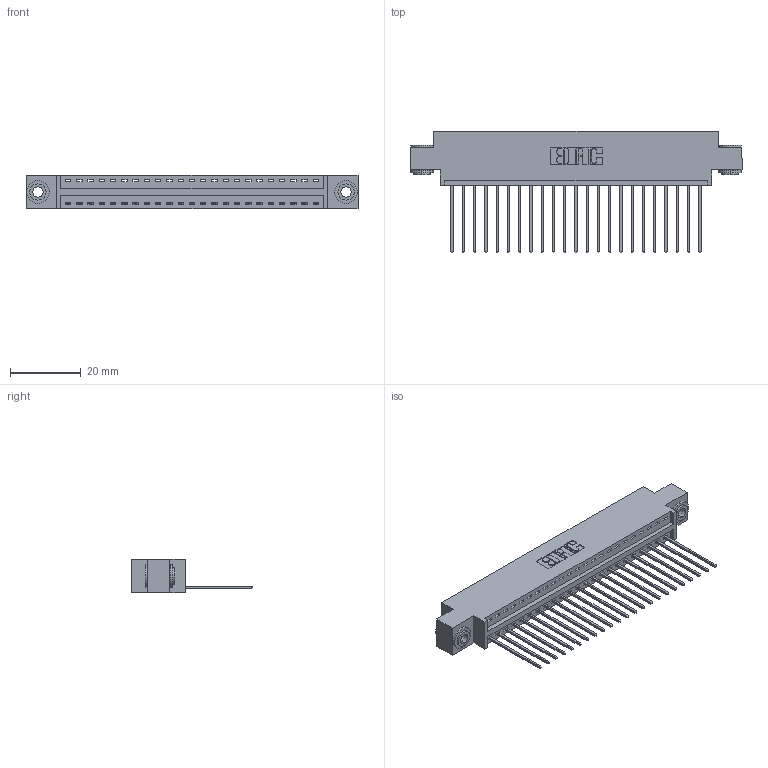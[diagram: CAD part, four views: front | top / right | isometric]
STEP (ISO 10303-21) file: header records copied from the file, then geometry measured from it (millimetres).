
FILE_DESCRIPTION (( 'STEP AP203' ), '1' );
FILE_NAME ('346-023-541-603.STEP', '2018-08-21T02:15:49', ( '' ), ( '' ), 'SwSTEP 2.0', 'SolidWorks 2016', '' );
FILE_SCHEMA (( 'CONFIG_CONTROL_DESIGN' ));
Length unit declared in the file: inch
Products named in the file (4): 346 Part_0.170 Offset - 0.156 Dia-TH; 345-292-001_345-293-141; 345-250-002_345-250-002-102; 346-023-541-603
Assembly tree (26 placements, depth 2):
  346-023-541-603
    346 Part_0.170 Offset - 0.156 Dia-TH
    345-292-001_345-293-141  x23
    345-250-002_345-250-002-102  x2
Bounding box: 93.6 x 34.29 x 9.4 mm (x, y, z)
Volume: 8769.3 mm3; surface area: 11588.3 mm2
Topology: 26 solids, 26 shells, 1498 faces, 4465 edges, 2942 vertices
Faces by surface type: plane 1010, cylinder 480, cone 8
Entity records: 17632 total; most frequent: CARTESIAN_POINT 3008, ORIENTED_EDGE 2958, DIRECTION 2707, EDGE_CURVE 1479, LINE 1231, VECTOR 1231, VERTEX_POINT 982, AXIS2_PLACEMENT_3D 738
